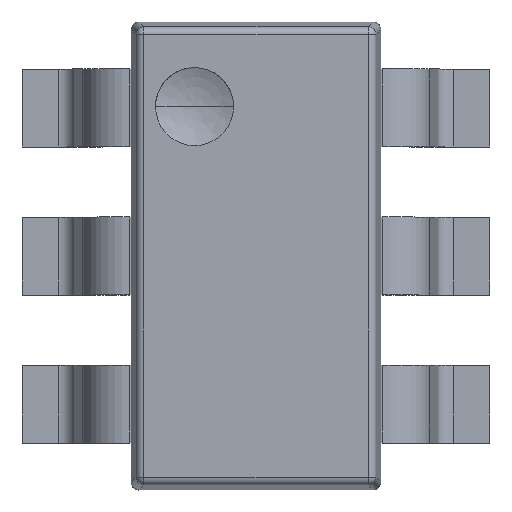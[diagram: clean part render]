
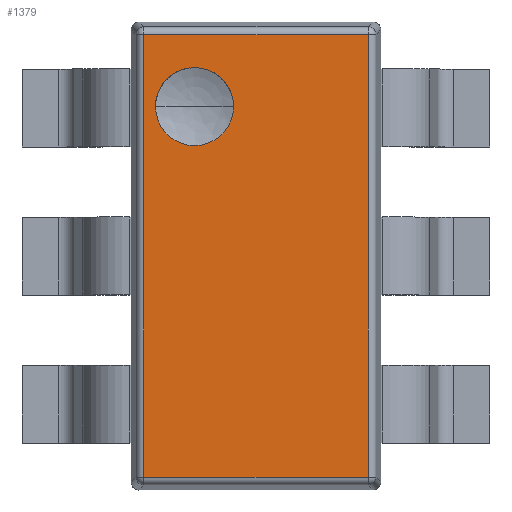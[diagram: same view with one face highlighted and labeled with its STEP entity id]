
A CAD part, top view. The second image highlights one B-rep face of the part: STEP entity #1379.
In plain terms, the highlighted planar face has unit normal (0, 0, 1).
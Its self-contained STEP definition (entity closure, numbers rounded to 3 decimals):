
#102 = LINE ( 'NONE', #2867, #2468 ) ;
#129 = CARTESIAN_POINT ( 'NONE',  ( -0.719, -1.419, 1.3 ) ) ;
#507 = CARTESIAN_POINT ( 'NONE',  ( -0.394, 0.957, 1.3 ) ) ;
#646 = DIRECTION ( 'NONE',  ( 0., -1., 0. ) ) ;
#670 = ORIENTED_EDGE ( 'NONE', *, *, #2362, .T. ) ;
#763 = LINE ( 'NONE', #2059, #4532 ) ;
#876 = EDGE_CURVE ( 'NONE', #4009, #995, #5107, .T. ) ;
#937 = VECTOR ( 'NONE', #3429, 1000. ) ;
#981 = DIRECTION ( 'NONE',  ( 1., 0., 0. ) ) ;
#995 = VERTEX_POINT ( 'NONE', #4356 ) ;
#997 = VERTEX_POINT ( 'NONE', #3388 ) ;
#998 = AXIS2_PLACEMENT_3D ( 'NONE', #507, #3796, #981 ) ;
#1072 = AXIS2_PLACEMENT_3D ( 'NONE', #2177, #5468, #2652 ) ;
#1089 = LINE ( 'NONE', #5777, #937 ) ;
#1274 = EDGE_CURVE ( 'NONE', #997, #2266, #5654, .T. ) ;
#1379 = ADVANCED_FACE ( 'NONE', ( #3445, #5962 ), #3783, .T. ) ;
#1615 = EDGE_CURVE ( 'NONE', #3243, #4009, #763, .T. ) ;
#1775 = ORIENTED_EDGE ( 'NONE', *, *, #1615, .T. ) ;
#1878 = CARTESIAN_POINT ( 'NONE',  ( 0.719, 1.419, 1.3 ) ) ;
#1925 = DIRECTION ( 'NONE',  ( 0., 0., 1. ) ) ;
#2059 = CARTESIAN_POINT ( 'NONE',  ( -0.719, -1.419, 1.3 ) ) ;
#2177 = CARTESIAN_POINT ( 'NONE',  ( -0.394, 0.957, 1.3 ) ) ;
#2266 = VERTEX_POINT ( 'NONE', #4052 ) ;
#2362 = EDGE_CURVE ( 'NONE', #4454, #3243, #102, .T. ) ;
#2376 = EDGE_LOOP ( 'NONE', ( #3312, #5030 ) ) ;
#2468 = VECTOR ( 'NONE', #3807, 1000. ) ;
#2612 = VECTOR ( 'NONE', #6063, 1000. ) ;
#2652 = DIRECTION ( 'NONE',  ( 1., 0., 0. ) ) ;
#2707 = ORIENTED_EDGE ( 'NONE', *, *, #876, .T. ) ;
#2781 = CARTESIAN_POINT ( 'NONE',  ( -0.719, -1.419, 1.3 ) ) ;
#2837 = EDGE_LOOP ( 'NONE', ( #1775, #2707, #3637, #670 ) ) ;
#2867 = CARTESIAN_POINT ( 'NONE',  ( -0.719, 1.419, 1.3 ) ) ;
#3123 = EDGE_CURVE ( 'NONE', #995, #4454, #1089, .T. ) ;
#3243 = VERTEX_POINT ( 'NONE', #4557 ) ;
#3312 = ORIENTED_EDGE ( 'NONE', *, *, #1274, .T. ) ;
#3388 = CARTESIAN_POINT ( 'NONE',  ( -0.144, 0.957, 1.3 ) ) ;
#3429 = DIRECTION ( 'NONE',  ( 0., 1., 0. ) ) ;
#3445 = FACE_OUTER_BOUND ( 'NONE', #2837, .T. ) ;
#3637 = ORIENTED_EDGE ( 'NONE', *, *, #3123, .T. ) ;
#3768 = EDGE_CURVE ( 'NONE', #2266, #997, #4028, .T. ) ;
#3783 = PLANE ( 'NONE',  #5067 ) ;
#3796 = DIRECTION ( 'NONE',  ( 0., 0., -1. ) ) ;
#3807 = DIRECTION ( 'NONE',  ( -1., 0., 0. ) ) ;
#4009 = VERTEX_POINT ( 'NONE', #129 ) ;
#4028 = CIRCLE ( 'NONE', #998, 0.25 ) ;
#4052 = CARTESIAN_POINT ( 'NONE',  ( -0.644, 0.957, 1.3 ) ) ;
#4356 = CARTESIAN_POINT ( 'NONE',  ( 0.719, -1.419, 1.3 ) ) ;
#4454 = VERTEX_POINT ( 'NONE', #1878 ) ;
#4532 = VECTOR ( 'NONE', #646, 1000. ) ;
#4557 = CARTESIAN_POINT ( 'NONE',  ( -0.719, 1.419, 1.3 ) ) ;
#4758 = CARTESIAN_POINT ( 'NONE',  ( -0.719, -1.419, 1.3 ) ) ;
#5030 = ORIENTED_EDGE ( 'NONE', *, *, #3768, .T. ) ;
#5067 = AXIS2_PLACEMENT_3D ( 'NONE', #4758, #1925, #5215 ) ;
#5107 = LINE ( 'NONE', #2781, #2612 ) ;
#5215 = DIRECTION ( 'NONE',  ( 1., 0., 0. ) ) ;
#5468 = DIRECTION ( 'NONE',  ( 0., 0., -1. ) ) ;
#5654 = CIRCLE ( 'NONE', #1072, 0.25 ) ;
#5777 = CARTESIAN_POINT ( 'NONE',  ( 0.719, -1.419, 1.3 ) ) ;
#5962 = FACE_BOUND ( 'NONE', #2376, .T. ) ;
#6063 = DIRECTION ( 'NONE',  ( 1., 0., 0. ) ) ;
